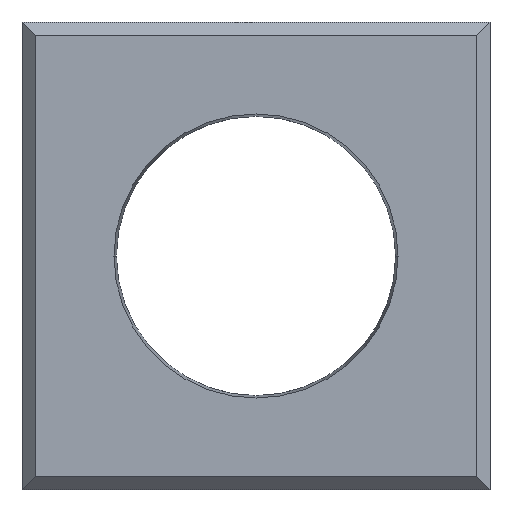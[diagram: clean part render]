
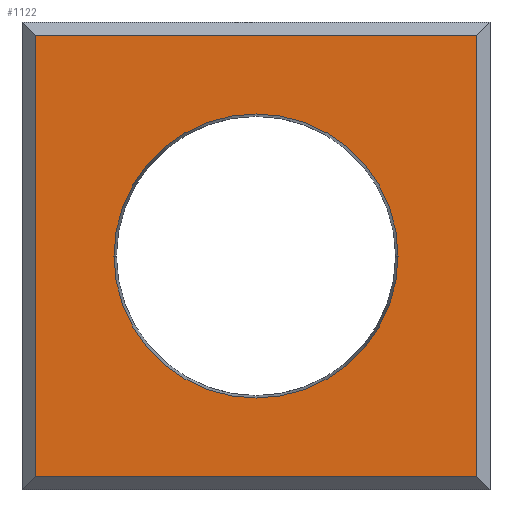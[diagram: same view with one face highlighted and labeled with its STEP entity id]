
A CAD part, left-side view. The second image highlights one B-rep face of the part: STEP entity #1122.
In plain terms, the highlighted planar face has unit normal (-1, 0, 0).
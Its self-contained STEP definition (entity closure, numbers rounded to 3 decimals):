
#24 = CARTESIAN_POINT ( 'NONE',  ( 38.175, 235.025, 29.8 ) ) ;
#162 = VERTEX_POINT ( 'NONE', #873 ) ;
#166 = VECTOR ( 'NONE', #726, 1000. ) ;
#183 = AXIS2_PLACEMENT_3D ( 'NONE', #1228, #540, #931 ) ;
#237 = ORIENTED_EDGE ( 'NONE', *, *, #804, .T. ) ;
#251 = VERTEX_POINT ( 'NONE', #1213 ) ;
#258 = VERTEX_POINT ( 'NONE', #24 ) ;
#277 = CARTESIAN_POINT ( 'NONE',  ( 38.175, 242.3, 36.4 ) ) ;
#280 = ORIENTED_EDGE ( 'NONE', *, *, #660, .F. ) ;
#291 = DIRECTION ( 'NONE',  ( 0., 0., 1. ) ) ;
#317 = ORIENTED_EDGE ( 'NONE', *, *, #1198, .T. ) ;
#364 = DIRECTION ( 'NONE',  ( 0., 0., 1. ) ) ;
#383 = CARTESIAN_POINT ( 'NONE',  ( 38.175, 230.775, 29.8 ) ) ;
#385 = VECTOR ( 'NONE', #642, 1000. ) ;
#443 = VERTEX_POINT ( 'NONE', #643 ) ;
#456 = VERTEX_POINT ( 'NONE', #656 ) ;
#517 = AXIS2_PLACEMENT_3D ( 'NONE', #1108, #1133, #364 ) ;
#525 = EDGE_CURVE ( 'NONE', #456, #952, #915, .T. ) ;
#540 = DIRECTION ( 'NONE',  ( -1., 0., 0. ) ) ;
#542 = LINE ( 'NONE', #914, #1114 ) ;
#549 = EDGE_CURVE ( 'NONE', #251, #258, #580, .T. ) ;
#577 = AXIS2_PLACEMENT_3D ( 'NONE', #383, #671, #291 ) ;
#580 = CIRCLE ( 'NONE', #517, 4.25 ) ;
#642 = DIRECTION ( 'NONE',  ( 0., -1., 0. ) ) ;
#643 = CARTESIAN_POINT ( 'NONE',  ( 38.175, 224.175, 36.4 ) ) ;
#656 = CARTESIAN_POINT ( 'NONE',  ( 38.175, 237.375, 36.4 ) ) ;
#660 = EDGE_CURVE ( 'NONE', #443, #162, #542, .T. ) ;
#671 = DIRECTION ( 'NONE',  ( 1., 0., 0. ) ) ;
#710 = LINE ( 'NONE', #1015, #385 ) ;
#726 = DIRECTION ( 'NONE',  ( 0., 0., -1. ) ) ;
#778 = EDGE_CURVE ( 'NONE', #258, #251, #1000, .T. ) ;
#779 = VECTOR ( 'NONE', #1035, 1000. ) ;
#799 = CARTESIAN_POINT ( 'NONE',  ( 38.175, 237.375, 23.2 ) ) ;
#804 = EDGE_CURVE ( 'NONE', #443, #456, #1142, .T. ) ;
#816 = DIRECTION ( 'NONE',  ( 0., 0., -1. ) ) ;
#820 = ORIENTED_EDGE ( 'NONE', *, *, #778, .T. ) ;
#824 = FACE_OUTER_BOUND ( 'NONE', #987, .T. ) ;
#873 = CARTESIAN_POINT ( 'NONE',  ( 38.175, 224.175, 23.2 ) ) ;
#914 = CARTESIAN_POINT ( 'NONE',  ( 38.175, 224.175, 22.8 ) ) ;
#915 = LINE ( 'NONE', #1145, #166 ) ;
#931 = DIRECTION ( 'NONE',  ( 0., 0., 1. ) ) ;
#952 = VERTEX_POINT ( 'NONE', #799 ) ;
#987 = EDGE_LOOP ( 'NONE', ( #280, #237, #1115, #317 ) ) ;
#1000 = CIRCLE ( 'NONE', #577, 4.25 ) ;
#1009 = FACE_BOUND ( 'NONE', #1110, .T. ) ;
#1015 = CARTESIAN_POINT ( 'NONE',  ( 38.175, 219.25, 23.2 ) ) ;
#1035 = DIRECTION ( 'NONE',  ( 0., 1., 0. ) ) ;
#1108 = CARTESIAN_POINT ( 'NONE',  ( 38.175, 230.775, 29.8 ) ) ;
#1110 = EDGE_LOOP ( 'NONE', ( #820, #1192 ) ) ;
#1114 = VECTOR ( 'NONE', #816, 1000. ) ;
#1115 = ORIENTED_EDGE ( 'NONE', *, *, #525, .T. ) ;
#1122 = ADVANCED_FACE ( 'NONE', ( #824, #1009 ), #1234, .T. ) ;
#1133 = DIRECTION ( 'NONE',  ( 1., 0., 0. ) ) ;
#1142 = LINE ( 'NONE', #277, #779 ) ;
#1145 = CARTESIAN_POINT ( 'NONE',  ( 38.175, 237.375, 22.8 ) ) ;
#1192 = ORIENTED_EDGE ( 'NONE', *, *, #549, .T. ) ;
#1198 = EDGE_CURVE ( 'NONE', #952, #162, #710, .T. ) ;
#1213 = CARTESIAN_POINT ( 'NONE',  ( 38.175, 226.525, 29.8 ) ) ;
#1228 = CARTESIAN_POINT ( 'NONE',  ( 38.175, 242.3, 36.8 ) ) ;
#1234 = PLANE ( 'NONE',  #183 ) ;
